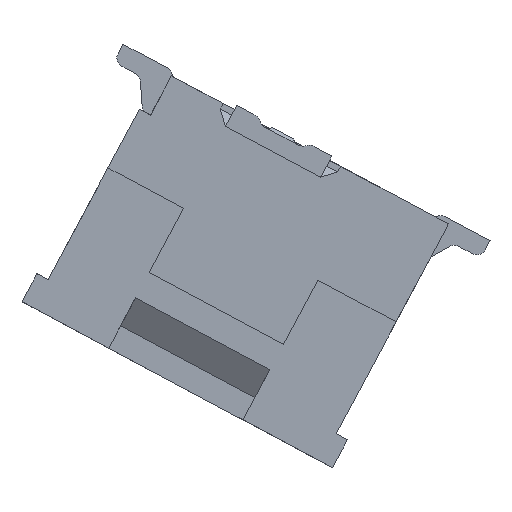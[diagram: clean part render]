
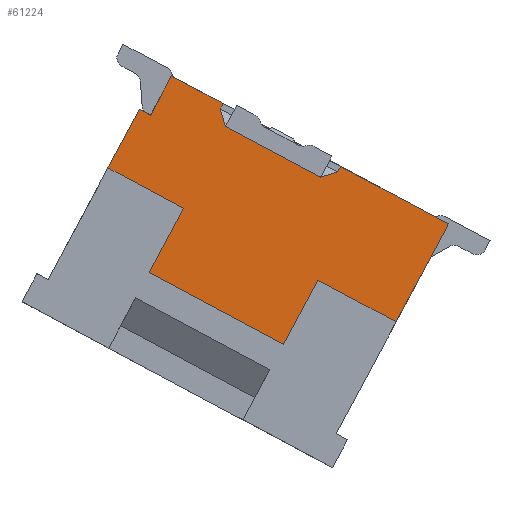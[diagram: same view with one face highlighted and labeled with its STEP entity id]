
A CAD part, front view. The second image highlights one B-rep face of the part: STEP entity #61224.
In plain terms, the highlighted planar face has unit normal (0, -1, 0).
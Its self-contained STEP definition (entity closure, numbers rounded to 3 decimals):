
#77 = EDGE_CURVE ( 'NONE', #40424, #40186, #16458, .T. ) ;
#375 = CARTESIAN_POINT ( 'NONE',  ( 8.593, -2.2, 0.662 ) ) ;
#951 = DIRECTION ( 'NONE',  ( 0.882, 0., -0.471 ) ) ;
#2120 = PLANE ( 'NONE',  #4061 ) ;
#2443 = DIRECTION ( 'NONE',  ( -0.471, 0., -0.882 ) ) ;
#2803 = LINE ( 'NONE', #62821, #51421 ) ;
#2988 = VECTOR ( 'NONE', #951, 1000. ) ;
#3204 = ORIENTED_EDGE ( 'NONE', *, *, #70604, .F. ) ;
#3784 = VERTEX_POINT ( 'NONE', #48519 ) ;
#4061 = AXIS2_PLACEMENT_3D ( 'NONE', #28718, #11211, #23299 ) ;
#5048 = LINE ( 'NONE', #30146, #5157 ) ;
#5157 = VECTOR ( 'NONE', #24302, 1000. ) ;
#6136 = DIRECTION ( 'NONE',  ( -0.882, 0., 0.471 ) ) ;
#6870 = EDGE_CURVE ( 'NONE', #3784, #69121, #69937, .T. ) ;
#7156 = CARTESIAN_POINT ( 'NONE',  ( 4.924, -2.2, 0.639 ) ) ;
#7482 = ORIENTED_EDGE ( 'NONE', *, *, #77, .F. ) ;
#7489 = ORIENTED_EDGE ( 'NONE', *, *, #32185, .F. ) ;
#7839 = EDGE_CURVE ( 'NONE', #24083, #56662, #5048, .T. ) ;
#8319 = ORIENTED_EDGE ( 'NONE', *, *, #55635, .F. ) ;
#8781 = VERTEX_POINT ( 'NONE', #13212 ) ;
#9949 = CARTESIAN_POINT ( 'NONE',  ( 6.115, -2.2, 0.002 ) ) ;
#10670 = EDGE_CURVE ( 'NONE', #30080, #69121, #24491, .T. ) ;
#11069 = ORIENTED_EDGE ( 'NONE', *, *, #55136, .F. ) ;
#11211 = DIRECTION ( 'NONE',  ( 0., 1., 0. ) ) ;
#11284 = VECTOR ( 'NONE', #68248, 1000. ) ;
#11788 = FACE_OUTER_BOUND ( 'NONE', #19284, .T. ) ;
#12223 = CARTESIAN_POINT ( 'NONE',  ( 8.598, -2.2, 0.671 ) ) ;
#12505 = CARTESIAN_POINT ( 'NONE',  ( 3.706, -2.2, -1.641 ) ) ;
#13212 = CARTESIAN_POINT ( 'NONE',  ( 6.741, -2.2, 1.652 ) ) ;
#13410 = LINE ( 'NONE', #22835, #61128 ) ;
#13818 = VECTOR ( 'NONE', #22328, 1000. ) ;
#14272 = ORIENTED_EDGE ( 'NONE', *, *, #35037, .F. ) ;
#14619 = CARTESIAN_POINT ( 'NONE',  ( 5.562, -2.2, -1.032 ) ) ;
#16178 = VECTOR ( 'NONE', #37103, 1000. ) ;
#16458 = LINE ( 'NONE', #44027, #40782 ) ;
#16795 = ORIENTED_EDGE ( 'NONE', *, *, #18762, .F. ) ;
#17348 = DIRECTION ( 'NONE',  ( 0.471, 0., 0.882 ) ) ;
#17476 = ORIENTED_EDGE ( 'NONE', *, *, #41920, .F. ) ;
#18670 = ORIENTED_EDGE ( 'NONE', *, *, #61342, .F. ) ;
#18762 = EDGE_CURVE ( 'NONE', #40186, #30080, #42724, .T. ) ;
#19268 = CARTESIAN_POINT ( 'NONE',  ( 8.276, -2.2, 0.492 ) ) ;
#19284 = EDGE_LOOP ( 'NONE', ( #17476, #11069, #19330, #48515, #16795, #7482, #18670, #14272, #47809, #3204, #22726, #7489, #8319, #20279, #52612, #20330 ) ) ;
#19330 = ORIENTED_EDGE ( 'NONE', *, *, #6870, .T. ) ;
#20279 = ORIENTED_EDGE ( 'NONE', *, *, #23259, .F. ) ;
#20330 = ORIENTED_EDGE ( 'NONE', *, *, #40270, .F. ) ;
#22328 = DIRECTION ( 'NONE',  ( -0.471, 0., -0.882 ) ) ;
#22451 = LINE ( 'NONE', #49937, #46895 ) ;
#22726 = ORIENTED_EDGE ( 'NONE', *, *, #35103, .F. ) ;
#22835 = CARTESIAN_POINT ( 'NONE',  ( 9.491, -2.2, -1.802 ) ) ;
#22956 = DIRECTION ( 'NONE',  ( -0.882, 0., 0.471 ) ) ;
#23259 = EDGE_CURVE ( 'NONE', #35716, #48722, #50526, .T. ) ;
#23299 = DIRECTION ( 'NONE',  ( 1., 0., 0. ) ) ;
#24083 = VERTEX_POINT ( 'NONE', #26472 ) ;
#24302 = DIRECTION ( 'NONE',  ( -0.471, 0., -0.882 ) ) ;
#24491 = LINE ( 'NONE', #46953, #48318 ) ;
#25599 = LINE ( 'NONE', #29941, #51439 ) ;
#25713 = CARTESIAN_POINT ( 'NONE',  ( 6.779, -2.2, 1.283 ) ) ;
#26472 = CARTESIAN_POINT ( 'NONE',  ( 10.291, -2.2, -0.246 ) ) ;
#26591 = DIRECTION ( 'NONE',  ( 0.882, 0., -0.471 ) ) ;
#27579 = VERTEX_POINT ( 'NONE', #34910 ) ;
#27769 = CARTESIAN_POINT ( 'NONE',  ( 6.776, -2.2, 1.293 ) ) ;
#28625 = VECTOR ( 'NONE', #37149, 1000. ) ;
#28718 = CARTESIAN_POINT ( 'NONE',  ( 3.615, -2.2, -1.593 ) ) ;
#29736 = CARTESIAN_POINT ( 'NONE',  ( 5.838, -2.2, 2.134 ) ) ;
#29941 = CARTESIAN_POINT ( 'NONE',  ( 5.328, -2.2, 1.613 ) ) ;
#30080 = VERTEX_POINT ( 'NONE', #9949 ) ;
#30146 = CARTESIAN_POINT ( 'NONE',  ( 10.331, -2.2, -0.171 ) ) ;
#30619 = DIRECTION ( 'NONE',  ( 0.471, 0., 0.882 ) ) ;
#30951 = VERTEX_POINT ( 'NONE', #56418 ) ;
#32180 = VECTOR ( 'NONE', #26591, 1000. ) ;
#32185 = EDGE_CURVE ( 'NONE', #59620, #27579, #39129, .T. ) ;
#32301 = DIRECTION ( 'NONE',  ( -0.882, 0., 0.471 ) ) ;
#32392 = LINE ( 'NONE', #37574, #32180 ) ;
#33551 = DIRECTION ( 'NONE',  ( -0.471, 0., -0.882 ) ) ;
#34910 = CARTESIAN_POINT ( 'NONE',  ( 8.546, -2.2, 0.574 ) ) ;
#35037 = EDGE_CURVE ( 'NONE', #56662, #65767, #13410, .T. ) ;
#35103 = EDGE_CURVE ( 'NONE', #27579, #52424, #38156, .T. ) ;
#35716 = VERTEX_POINT ( 'NONE', #67520 ) ;
#37103 = DIRECTION ( 'NONE',  ( 0.957, 0., 0.29 ) ) ;
#37149 = DIRECTION ( 'NONE',  ( 0.29, 0., -0.957 ) ) ;
#37574 = CARTESIAN_POINT ( 'NONE',  ( 8.306, -2.2, 0.476 ) ) ;
#38156 = LINE ( 'NONE', #12223, #38510 ) ;
#38510 = VECTOR ( 'NONE', #17348, 1000. ) ;
#39129 = LINE ( 'NONE', #57357, #16178 ) ;
#40186 = VERTEX_POINT ( 'NONE', #45522 ) ;
#40270 = EDGE_CURVE ( 'NONE', #55032, #8781, #58750, .T. ) ;
#40424 = VERTEX_POINT ( 'NONE', #45245 ) ;
#40782 = VECTOR ( 'NONE', #6136, 1000. ) ;
#41920 = EDGE_CURVE ( 'NONE', #30951, #55032, #22451, .T. ) ;
#42724 = LINE ( 'NONE', #14619, #67362 ) ;
#44027 = CARTESIAN_POINT ( 'NONE',  ( 7.732, -2.2, -2.166 ) ) ;
#45245 = CARTESIAN_POINT ( 'NONE',  ( 7.689, -2.2, -2.143 ) ) ;
#45522 = CARTESIAN_POINT ( 'NONE',  ( 5.573, -2.2, -1.012 ) ) ;
#45820 = VECTOR ( 'NONE', #33551, 1000. ) ;
#46895 = VECTOR ( 'NONE', #55858, 1000. ) ;
#46953 = CARTESIAN_POINT ( 'NONE',  ( 6.139, -2.2, -0.01 ) ) ;
#47809 = ORIENTED_EDGE ( 'NONE', *, *, #7839, .F. ) ;
#48318 = VECTOR ( 'NONE', #22956, 1000. ) ;
#48515 = ORIENTED_EDGE ( 'NONE', *, *, #10670, .F. ) ;
#48519 = CARTESIAN_POINT ( 'NONE',  ( 5.419, -2.2, 1.565 ) ) ;
#48722 = VERTEX_POINT ( 'NONE', #27769 ) ;
#49937 = CARTESIAN_POINT ( 'NONE',  ( 5.589, -2.2, 1.458 ) ) ;
#50526 = LINE ( 'NONE', #25713, #28625 ) ;
#51395 = CARTESIAN_POINT ( 'NONE',  ( 8.242, -2.2, -1.109 ) ) ;
#51421 = VECTOR ( 'NONE', #2443, 1000. ) ;
#51439 = VECTOR ( 'NONE', #69784, 1000. ) ;
#52080 = LINE ( 'NONE', #63218, #2988 ) ;
#52424 = VERTEX_POINT ( 'NONE', #375 ) ;
#52612 = ORIENTED_EDGE ( 'NONE', *, *, #57907, .F. ) ;
#53036 = CARTESIAN_POINT ( 'NONE',  ( 8.232, -2.2, -1.129 ) ) ;
#55032 = VERTEX_POINT ( 'NONE', #67018 ) ;
#55136 = EDGE_CURVE ( 'NONE', #3784, #30951, #25599, .T. ) ;
#55635 = EDGE_CURVE ( 'NONE', #48722, #59620, #32392, .T. ) ;
#55858 = DIRECTION ( 'NONE',  ( 0.471, 0., 0.882 ) ) ;
#56418 = CARTESIAN_POINT ( 'NONE',  ( 5.596, -2.2, 1.47 ) ) ;
#56662 = VERTEX_POINT ( 'NONE', #64124 ) ;
#57357 = CARTESIAN_POINT ( 'NONE',  ( 8.556, -2.2, 0.577 ) ) ;
#57907 = EDGE_CURVE ( 'NONE', #8781, #35716, #2803, .T. ) ;
#58750 = LINE ( 'NONE', #29736, #11284 ) ;
#59620 = VERTEX_POINT ( 'NONE', #19268 ) ;
#60565 = LINE ( 'NONE', #51395, #13818 ) ;
#61128 = VECTOR ( 'NONE', #32301, 1000. ) ;
#61224 = ADVANCED_FACE ( 'NONE', ( #11788 ), #2120, .F. ) ;
#61342 = EDGE_CURVE ( 'NONE', #65767, #40424, #60565, .T. ) ;
#62821 = CARTESIAN_POINT ( 'NONE',  ( 6.689, -2.2, 1.554 ) ) ;
#63218 = CARTESIAN_POINT ( 'NONE',  ( 5.838, -2.2, 2.134 ) ) ;
#64124 = CARTESIAN_POINT ( 'NONE',  ( 9.466, -2.2, -1.789 ) ) ;
#65767 = VERTEX_POINT ( 'NONE', #53036 ) ;
#67018 = CARTESIAN_POINT ( 'NONE',  ( 5.926, -2.2, 2.088 ) ) ;
#67362 = VECTOR ( 'NONE', #30619, 1000. ) ;
#67520 = CARTESIAN_POINT ( 'NONE',  ( 6.694, -2.2, 1.564 ) ) ;
#68248 = DIRECTION ( 'NONE',  ( 0.882, 0., -0.471 ) ) ;
#69121 = VERTEX_POINT ( 'NONE', #7156 ) ;
#69784 = DIRECTION ( 'NONE',  ( 0.882, 0., -0.471 ) ) ;
#69937 = LINE ( 'NONE', #12505, #45820 ) ;
#70604 = EDGE_CURVE ( 'NONE', #52424, #24083, #52080, .T. ) ;
